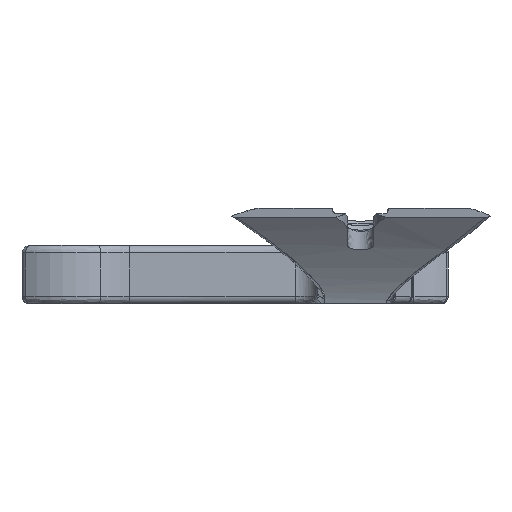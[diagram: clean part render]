
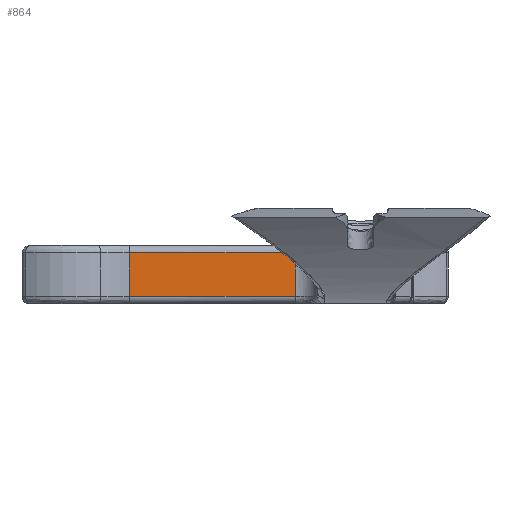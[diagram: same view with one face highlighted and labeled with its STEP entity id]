
A CAD part, front view. The second image highlights one B-rep face of the part: STEP entity #864.
In plain terms, the highlighted free-form (B-spline) face has degree [1, 1] with [2, 2] control points.
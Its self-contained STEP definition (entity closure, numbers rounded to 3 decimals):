
#864 = ADVANCED_FACE('',(#865),#895,.T.);
#865 = FACE_BOUND('',#866,.T.);
#866 = EDGE_LOOP('',(#867,#876,#883,#890));
#867 = ORIENTED_EDGE('',*,*,#868,.T.);
#868 = EDGE_CURVE('',#869,#871,#873,.T.);
#869 = VERTEX_POINT('',#870);
#870 = CARTESIAN_POINT('',(-32.894,219.736,
    8.207));
#871 = VERTEX_POINT('',#872);
#872 = CARTESIAN_POINT('',(-6.164,219.736,
    8.207));
#873 = B_SPLINE_CURVE_WITH_KNOTS('',1,(#874,#875),.UNSPECIFIED.,.F.,.F.,
  (2,2),(0.,22.799),.PIECEWISE_BEZIER_KNOTS.);
#874 = CARTESIAN_POINT('',(-32.894,219.736,
    8.207));
#875 = CARTESIAN_POINT('',(-6.164,219.736,
    8.207));
#876 = ORIENTED_EDGE('',*,*,#877,.T.);
#877 = EDGE_CURVE('',#871,#878,#880,.T.);
#878 = VERTEX_POINT('',#879);
#879 = CARTESIAN_POINT('',(-6.164,219.736,
    1.172));
#880 = B_SPLINE_CURVE_WITH_KNOTS('',1,(#881,#882),.UNSPECIFIED.,.F.,.F.,
  (2,2),(0.,6.),.PIECEWISE_BEZIER_KNOTS.);
#881 = CARTESIAN_POINT('',(-6.164,219.736,
    8.207));
#882 = CARTESIAN_POINT('',(-6.164,219.736,
    1.172));
#883 = ORIENTED_EDGE('',*,*,#884,.T.);
#884 = EDGE_CURVE('',#878,#885,#887,.T.);
#885 = VERTEX_POINT('',#886);
#886 = CARTESIAN_POINT('',(-32.894,219.736,
    1.172));
#887 = B_SPLINE_CURVE_WITH_KNOTS('',1,(#888,#889),.UNSPECIFIED.,.F.,.F.,
  (2,2),(0.,22.799),.PIECEWISE_BEZIER_KNOTS.);
#888 = CARTESIAN_POINT('',(-6.164,219.736,
    1.172));
#889 = CARTESIAN_POINT('',(-32.894,219.736,
    1.172));
#890 = ORIENTED_EDGE('',*,*,#891,.T.);
#891 = EDGE_CURVE('',#885,#869,#892,.T.);
#892 = B_SPLINE_CURVE_WITH_KNOTS('',1,(#893,#894),.UNSPECIFIED.,.F.,.F.,
  (2,2),(0.,6.),.PIECEWISE_BEZIER_KNOTS.);
#893 = CARTESIAN_POINT('',(-32.894,219.736,
    1.172));
#894 = CARTESIAN_POINT('',(-32.894,219.736,
    8.207));
#895 = B_SPLINE_SURFACE_WITH_KNOTS('',1,1,(
    (#896,#897)
    ,(#898,#899)),.UNSPECIFIED.,.F.,.F.,.F.,(2,2),(2,2),(0.,1.),(0.,1.),
  .PIECEWISE_BEZIER_KNOTS.);
#896 = CARTESIAN_POINT('',(-32.894,219.736,
    1.172));
#897 = CARTESIAN_POINT('',(-6.164,219.736,
    1.172));
#898 = CARTESIAN_POINT('',(-32.894,219.736,
    8.207));
#899 = CARTESIAN_POINT('',(-6.164,219.736,
    8.207));
